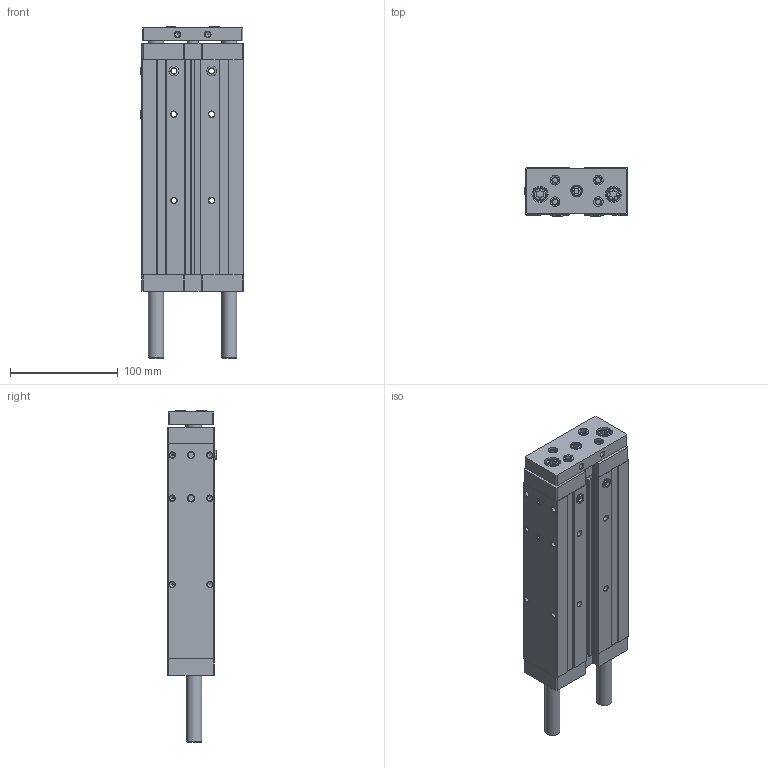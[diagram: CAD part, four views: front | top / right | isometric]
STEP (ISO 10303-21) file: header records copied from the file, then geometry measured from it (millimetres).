
FILE_DESCRIPTION(/* description */ ('STEP AP214'),/* implementation_level */ '2;1');
FILE_NAME(/* name */ '609353_DFM-25-160-B-PPV-A-KF',/* time_stamp */ '2024-08-14T20:57:43+02:00',/* author */ ('License CC BY-ND 4.0'),/* organization */ ('CADENAS'),/* preprocessor_version */ 'ST-DEVELOPER v19.3',/* originating_system */ 'PARTsolutions',/* authorisation */ ' ');
FILE_SCHEMA (('AUTOMOTIVE_DESIGN {1 0 10303 214 3 1 1}'));
Length unit declared in the file: millimetre
Products named in the file (6): 609353 DFM-25-160-B-PPV-A-KF---(0); 532317 DFM---25-160-B-PPV-A-KF---(ZR) 160; 532317 DFM-25-160-B-PPV-A-KF---(K); 8137184 ZBH-9-B; 8146544 ZBH-7-B; 173985 B-1/8-NPT
Assembly tree (10 placements, depth 2):
  609353 DFM-25-160-B-PPV-A-KF---(0)
    532317 DFM---25-160-B-PPV-A-KF---(ZR) 160
    532317 DFM-25-160-B-PPV-A-KF---(K)
    8137184 ZBH-9-B  x4
    8146544 ZBH-7-B  x2
    173985 B-1/8-NPT  x2
Bounding box: 96.29 x 45.8 x 307.8 mm (x, y, z)
Volume: 878988.5 mm3; surface area: 182028.9 mm2
Topology: 10 solids, 10 shells, 431 faces, 1044 edges, 677 vertices
Faces by surface type: plane 192, cylinder 161, cone 63, torus 15
Full cylindrical faces by diameter (mm): 4.366 x2, 4.917 x16, 5.3 x6, 6.8 x2, 7 x2, 8 x2, 8.2 x1, 8.566 x4, 8.8 x2, 9 x12, 10 x2, 11 x1, 14 x4, 15 x2, 21.25 x1, 25 x2
Entity records: 11163 total; most frequent: CARTESIAN_POINT 1965, DIRECTION 1958, ORIENTED_EDGE 1642, EDGE_CURVE 821, AXIS2_PLACEMENT_3D 763, VERTEX_POINT 611, FACE_BOUND 596, EDGE_LOOP 588
